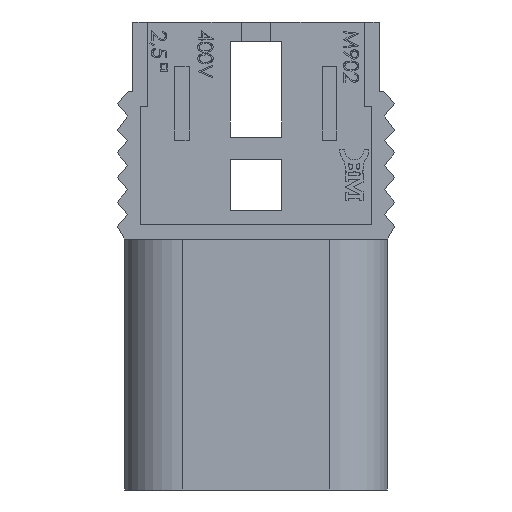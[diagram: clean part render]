
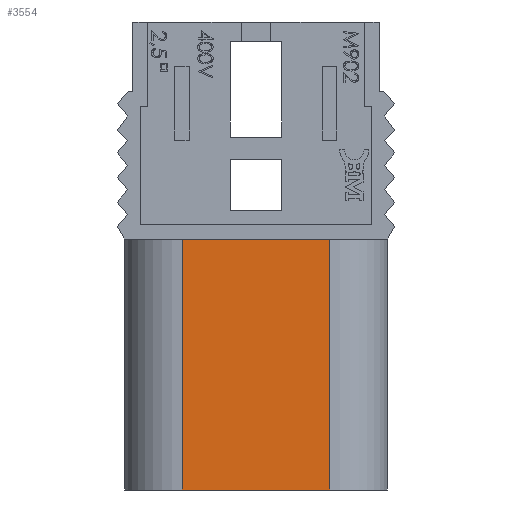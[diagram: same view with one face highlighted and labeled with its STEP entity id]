
A CAD part, front view. The second image highlights one B-rep face of the part: STEP entity #3554.
In plain terms, the highlighted planar face has unit normal (0, -1, 0).
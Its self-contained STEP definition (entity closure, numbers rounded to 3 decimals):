
#39 = PLANE ( 'NONE',  #7176 ) ;
#134 = DIRECTION ( 'NONE',  ( -1., 0., 0. ) ) ;
#2432 = EDGE_CURVE ( 'NONE', #5708, #8746, #18699, .T. ) ;
#3148 = CARTESIAN_POINT ( 'NONE',  ( 5., 2.55, 17. ) ) ;
#3155 = ORIENTED_EDGE ( 'NONE', *, *, #5774, .F. ) ;
#3554 = ADVANCED_FACE ( 'NONE', ( #14483 ), #39, .F. ) ;
#3630 = VECTOR ( 'NONE', #12451, 1000. ) ;
#3803 = CARTESIAN_POINT ( 'NONE',  ( -5., 2.55, 17. ) ) ;
#3874 = VECTOR ( 'NONE', #4472, 1000. ) ;
#4472 = DIRECTION ( 'NONE',  ( 1., 0., 0. ) ) ;
#4958 = ORIENTED_EDGE ( 'NONE', *, *, #2432, .F. ) ;
#5144 = CARTESIAN_POINT ( 'NONE',  ( -5., 2.55, 0. ) ) ;
#5708 = VERTEX_POINT ( 'NONE', #3803 ) ;
#5774 = EDGE_CURVE ( 'NONE', #8746, #10634, #6020, .T. ) ;
#5851 = LINE ( 'NONE', #12282, #3874 ) ;
#6020 = LINE ( 'NONE', #9186, #3630 ) ;
#6456 = CARTESIAN_POINT ( 'NONE',  ( 5., 2.55, 0. ) ) ;
#7176 = AXIS2_PLACEMENT_3D ( 'NONE', #17933, #9939, #134 ) ;
#8215 = ORIENTED_EDGE ( 'NONE', *, *, #14055, .T. ) ;
#8746 = VERTEX_POINT ( 'NONE', #3148 ) ;
#8909 = CARTESIAN_POINT ( 'NONE',  ( -5., 2.55, 17. ) ) ;
#9186 = CARTESIAN_POINT ( 'NONE',  ( 5., 2.55, 36.834 ) ) ;
#9759 = EDGE_CURVE ( 'NONE', #5708, #18173, #18121, .T. ) ;
#9939 = DIRECTION ( 'NONE',  ( 0., 1., 0. ) ) ;
#10215 = DIRECTION ( 'NONE',  ( 0., 0., -1. ) ) ;
#10634 = VERTEX_POINT ( 'NONE', #6456 ) ;
#11084 = EDGE_LOOP ( 'NONE', ( #4958, #16327, #8215, #3155 ) ) ;
#12282 = CARTESIAN_POINT ( 'NONE',  ( -5., 2.55, 0. ) ) ;
#12451 = DIRECTION ( 'NONE',  ( 0., 0., -1. ) ) ;
#13585 = CARTESIAN_POINT ( 'NONE',  ( -5., 2.55, 36.834 ) ) ;
#14055 = EDGE_CURVE ( 'NONE', #18173, #10634, #5851, .T. ) ;
#14483 = FACE_OUTER_BOUND ( 'NONE', #11084, .T. ) ;
#16327 = ORIENTED_EDGE ( 'NONE', *, *, #9759, .T. ) ;
#17136 = DIRECTION ( 'NONE',  ( 1., 0., 0. ) ) ;
#17443 = VECTOR ( 'NONE', #17136, 1000. ) ;
#17933 = CARTESIAN_POINT ( 'NONE',  ( -5., 2.55, 36.834 ) ) ;
#18121 = LINE ( 'NONE', #13585, #19147 ) ;
#18173 = VERTEX_POINT ( 'NONE', #5144 ) ;
#18699 = LINE ( 'NONE', #8909, #17443 ) ;
#19147 = VECTOR ( 'NONE', #10215, 1000. ) ;
